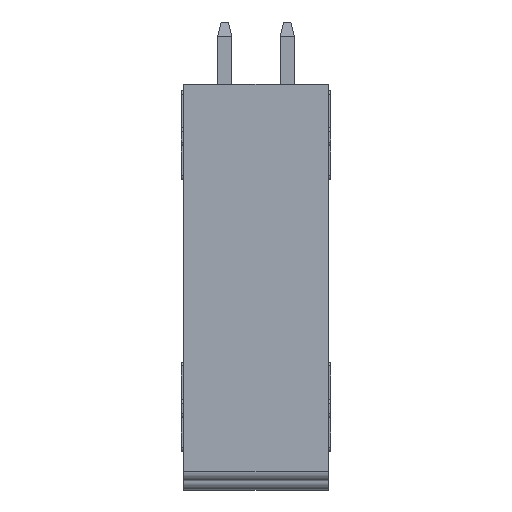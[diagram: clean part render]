
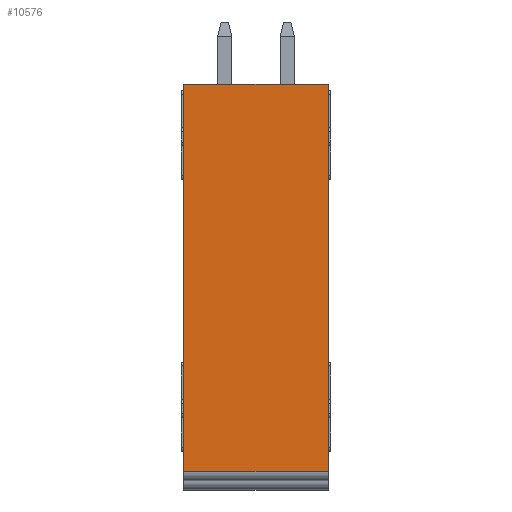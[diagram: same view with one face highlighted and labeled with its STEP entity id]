
A CAD part, top view. The second image highlights one B-rep face of the part: STEP entity #10576.
In plain terms, the highlighted planar face has unit normal (0, 0, 1).
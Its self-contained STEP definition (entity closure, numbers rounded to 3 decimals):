
#3819=DIRECTION('',(-1.,0.,0.));
#3820=VECTOR('',#3819,8.1);
#3821=CARTESIAN_POINT('',(-0.15,-10.3,9.2));
#3822=LINE('',#3821,#3820);
#3828=DIRECTION('',(0.,-1.,0.));
#3829=VECTOR('',#3828,21.7);
#3830=CARTESIAN_POINT('',(-8.25,11.4,9.2));
#3831=LINE('',#3830,#3829);
#3832=DIRECTION('',(-1.,0.,0.));
#3833=VECTOR('',#3832,8.1);
#3834=CARTESIAN_POINT('',(-0.15,11.4,9.2));
#3835=LINE('',#3834,#3833);
#3836=DIRECTION('',(0.,-1.,0.));
#3837=VECTOR('',#3836,21.7);
#3838=CARTESIAN_POINT('',(-0.15,11.4,9.2));
#3839=LINE('',#3838,#3837);
#5264=CARTESIAN_POINT('',(-0.15,11.4,9.2));
#5265=VERTEX_POINT('',#5264);
#5266=CARTESIAN_POINT('',(-0.15,-10.3,9.2));
#5267=VERTEX_POINT('',#5266);
#5388=CARTESIAN_POINT('',(-8.25,11.4,9.2));
#5389=VERTEX_POINT('',#5388);
#5390=CARTESIAN_POINT('',(-8.25,-10.3,9.2));
#5391=VERTEX_POINT('',#5390);
#10564=CARTESIAN_POINT('',(0.,11.4,9.2));
#10565=DIRECTION('',(0.,0.,1.));
#10566=DIRECTION('',(0.,-1.,0.));
#10567=AXIS2_PLACEMENT_3D('',#10564,#10565,#10566);
#10568=PLANE('',#10567);
#10569=ORIENTED_EDGE('',*,*,#7797,.F.);
#10571=ORIENTED_EDGE('',*,*,#10570,.F.);
#10572=ORIENTED_EDGE('',*,*,#10353,.T.);
#10573=ORIENTED_EDGE('',*,*,#10557,.T.);
#10574=EDGE_LOOP('',(#10569,#10571,#10572,#10573));
#10575=FACE_OUTER_BOUND('',#10574,.F.);
#10576=ADVANCED_FACE('',(#10575),#10568,.T.);
#7797=EDGE_CURVE('',#5389,#5391,#3831,.T.);
#10353=EDGE_CURVE('',#5265,#5267,#3839,.T.);
#10557=EDGE_CURVE('',#5267,#5391,#3822,.T.);
#10570=EDGE_CURVE('',#5265,#5389,#3835,.T.);
